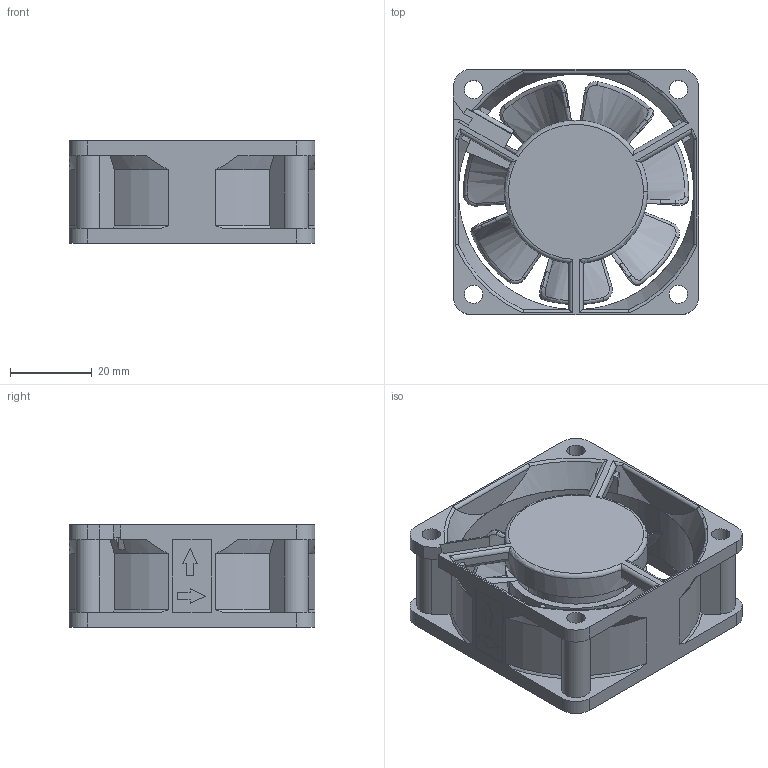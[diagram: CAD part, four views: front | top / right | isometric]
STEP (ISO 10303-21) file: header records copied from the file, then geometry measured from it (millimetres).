
FILE_DESCRIPTION (( 'STEP AP214' ), '1' );
FILE_NAME ('User Library-fan 60x60x25 mm.STEP', '2020-04-03T00:23:15', ( '' ), ( '' ), 'SwSTEP 2.0', 'SolidWorks 2019', '' );
FILE_SCHEMA (( 'AUTOMOTIVE_DESIGN' ));
Length unit declared in the file: millimetre
Products named in the file (3): Alaves Ventilador 60x60; Carcasa Ventilador 60x60; User Library-fan 60x60x25 mm
Assembly tree (2 placements, depth 2):
  User Library-fan 60x60x25 mm
    Carcasa Ventilador 60x60
    Alaves Ventilador 60x60
Bounding box: 60 x 60 x 25 mm (x, y, z)
Volume: 31150 mm3; surface area: 26328.6 mm2
Topology: 2 solids, 2 shells, 343 faces, 958 edges, 621 vertices
Faces by surface type: plane 120, bspline 91, cylinder 77, torus 29, cone 26
Entity records: 15798 total; most frequent: CARTESIAN_POINT 7727, ORIENTED_EDGE 1916, DIRECTION 1311, EDGE_CURVE 958, VERTEX_POINT 621, AXIS2_PLACEMENT_3D 494, B_SPLINE_CURVE_WITH_KNOTS 398, EDGE_LOOP 359
